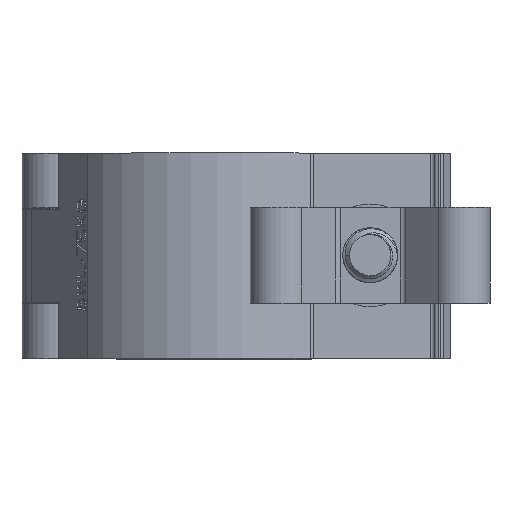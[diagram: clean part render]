
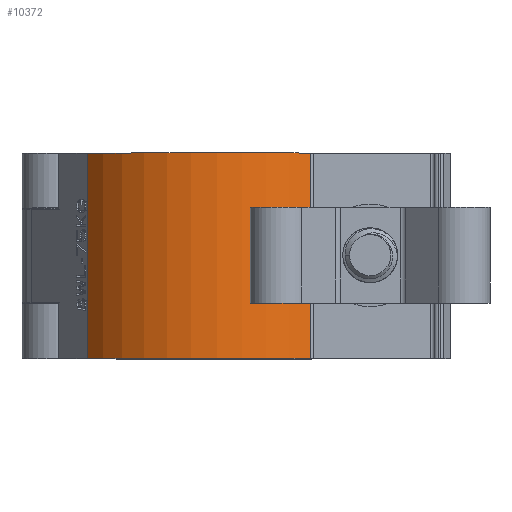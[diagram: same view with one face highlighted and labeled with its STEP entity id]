
A CAD part, top view. The second image highlights one B-rep face of the part: STEP entity #10372.
In plain terms, the highlighted cylindrical face has radius 22.8 mm (diameter 45.6 mm), a partial arc.
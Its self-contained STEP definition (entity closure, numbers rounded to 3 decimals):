
#886=CIRCLE('',#11101,22.8);
#921=CIRCLE('',#11143,22.8);
#1164=FACE_OUTER_BOUND('',#1761,.T.);
#1761=EDGE_LOOP('',(#7738,#7739,#7740,#7741));
#2363=LINE('',#16702,#3329);
#2556=LINE('',#17131,#3522);
#3329=VECTOR('',#12359,30.);
#3522=VECTOR('',#12608,30.);
#4393=VERTEX_POINT('',#16640);
#4395=VERTEX_POINT('',#16643);
#4422=VERTEX_POINT('',#16700);
#4630=VERTEX_POINT('',#17127);
#5558=EDGE_CURVE('',#4395,#4393,#886,.T.);
#5587=EDGE_CURVE('',#4393,#4422,#2363,.T.);
#5801=EDGE_CURVE('',#4630,#4422,#921,.T.);
#5802=EDGE_CURVE('',#4395,#4630,#2556,.T.);
#7738=ORIENTED_EDGE('',*,*,#5587,.T.);
#7739=ORIENTED_EDGE('',*,*,#5801,.F.);
#7740=ORIENTED_EDGE('',*,*,#5802,.F.);
#7741=ORIENTED_EDGE('',*,*,#5558,.T.);
#10104=CYLINDRICAL_SURFACE('',#11144,22.8);
#10372=ADVANCED_FACE('',(#1164),#10104,.T.);
#11101=AXIS2_PLACEMENT_3D('',#16644,#12312,#12313);
#11143=AXIS2_PLACEMENT_3D('',#17129,#12604,#12605);
#11144=AXIS2_PLACEMENT_3D('',#17130,#12606,#12607);
#12312=DIRECTION('center_axis',(0.,-1.,0.));
#12313=DIRECTION('ref_axis',(0.608,0.,0.794));
#12359=DIRECTION('',(0.,-1.,0.));
#12604=DIRECTION('center_axis',(0.,-1.,0.));
#12605=DIRECTION('ref_axis',(0.608,0.,0.794));
#12606=DIRECTION('center_axis',(0.,-1.,0.));
#12607=DIRECTION('ref_axis',(0.999,0.,-0.053));
#12608=DIRECTION('',(0.,-1.,0.));
#16640=CARTESIAN_POINT('',(75.971,61.992,-86.308));
#16643=CARTESIAN_POINT('',(108.498,61.992,-81.315));
#16644=CARTESIAN_POINT('Origin',(94.63,61.992,-99.412));
#16700=CARTESIAN_POINT('',(75.971,31.992,-86.308));
#16702=CARTESIAN_POINT('',(75.971,61.992,-86.308));
#17127=CARTESIAN_POINT('',(108.498,31.992,-81.315));
#17129=CARTESIAN_POINT('Origin',(94.63,31.992,-99.412));
#17130=CARTESIAN_POINT('Origin',(94.63,61.992,-99.412));
#17131=CARTESIAN_POINT('',(108.498,61.992,-81.315));
